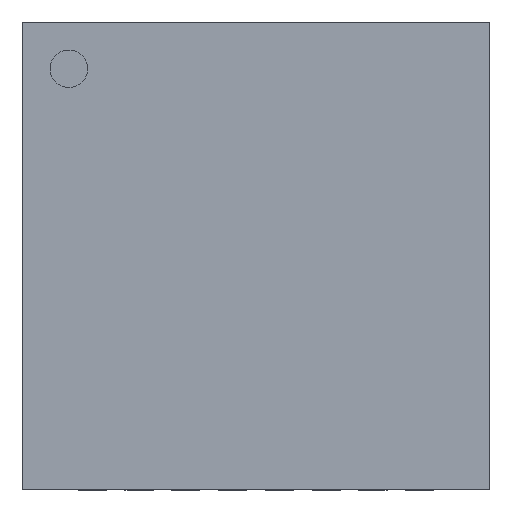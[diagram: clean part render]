
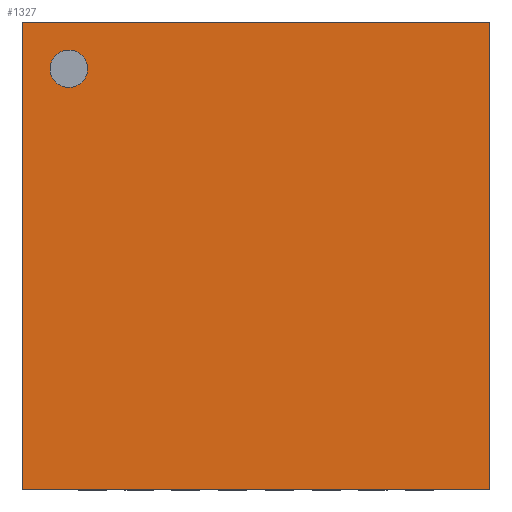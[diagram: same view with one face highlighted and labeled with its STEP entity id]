
A CAD part, top view. The second image highlights one B-rep face of the part: STEP entity #1327.
In plain terms, the highlighted planar face has unit normal (0, 0, 1).
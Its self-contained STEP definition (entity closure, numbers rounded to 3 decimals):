
#230=CARTESIAN_POINT('',(-1.8,2.0,0.8));
#231=VERTEX_POINT('',#230);
#240=CARTESIAN_POINT('',(-2.2,2.0,0.8));
#241=VERTEX_POINT('',#240);
#242=CARTESIAN_POINT('',(-2.0,2.0,0.8));
#243=DIRECTION('',(0.0,0.0,-1.0));
#244=DIRECTION('',(1.0,0.0,0.0));
#245=AXIS2_PLACEMENT_3D('',#242,#243,#244);
#246=CIRCLE('',#245,0.2);
#247=EDGE_CURVE('',#241,#231,#246,.T.);
#666=CARTESIAN_POINT('',(-2.5,2.5,0.8));
#667=VERTEX_POINT('',#666);
#674=CARTESIAN_POINT('',(2.5,2.5,0.8));
#675=VERTEX_POINT('',#674);
#676=CARTESIAN_POINT('',(-2.5,2.5,0.8));
#677=DIRECTION('',(1.0,0.0,0.0));
#678=VECTOR('',#677,5.0);
#679=LINE('',#676,#678);
#680=EDGE_CURVE('',#667,#675,#679,.T.);
#961=CARTESIAN_POINT('',(2.5,-2.5,0.8));
#962=VERTEX_POINT('',#961);
#963=CARTESIAN_POINT('',(2.5,2.5,0.8));
#964=DIRECTION('',(0.0,-1.0,0.0));
#965=VECTOR('',#964,5.0);
#966=LINE('',#963,#965);
#967=EDGE_CURVE('',#675,#962,#966,.T.);
#1232=CARTESIAN_POINT('',(-2.5,-2.5,0.8));
#1233=VERTEX_POINT('',#1232);
#1234=CARTESIAN_POINT('',(2.5,-2.5,0.8));
#1235=DIRECTION('',(-1.0,0.0,0.0));
#1236=VECTOR('',#1235,5.);
#1237=LINE('',#1234,#1236);
#1238=EDGE_CURVE('',#962,#1233,#1237,.T.);
#1287=CARTESIAN_POINT('',(-2.0,2.0,0.8));
#1288=DIRECTION('',(0.0,0.0,-1.0));
#1289=DIRECTION('',(1.0,0.0,0.0));
#1290=AXIS2_PLACEMENT_3D('',#1287,#1288,#1289);
#1291=CIRCLE('',#1290,0.2);
#1292=EDGE_CURVE('',#231,#241,#1291,.T.);
#1307=CARTESIAN_POINT('',(0.,0.,0.8));
#1308=DIRECTION('',(0.0,0.0,1.0));
#1309=DIRECTION('',(1.0,0.0,0.0));
#1310=AXIS2_PLACEMENT_3D('',#1307,#1308,#1309);
#1311=PLANE('',#1310);
#1312=CARTESIAN_POINT('',(-2.5,-2.5,0.8));
#1313=DIRECTION('',(0.0,1.0,0.0));
#1314=VECTOR('',#1313,5.0);
#1315=LINE('',#1312,#1314);
#1316=EDGE_CURVE('',#1233,#667,#1315,.T.);
#1317=ORIENTED_EDGE('',*,*,#1316,.F.);
#1318=ORIENTED_EDGE('',*,*,#1238,.F.);
#1319=ORIENTED_EDGE('',*,*,#967,.F.);
#1320=ORIENTED_EDGE('',*,*,#680,.F.);
#1321=EDGE_LOOP('',(#1317,#1318,#1319,#1320));
#1322=FACE_OUTER_BOUND('',#1321,.T.);
#1323=ORIENTED_EDGE('',*,*,#1292,.T.);
#1324=ORIENTED_EDGE('',*,*,#247,.T.);
#1325=EDGE_LOOP('',(#1323,#1324));
#1326=FACE_BOUND('',#1325,.T.);
#1327=ADVANCED_FACE('',(#1322,#1326),#1311,.T.);
